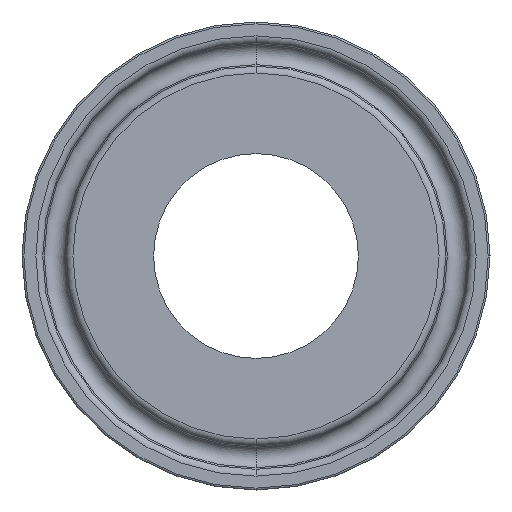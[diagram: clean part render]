
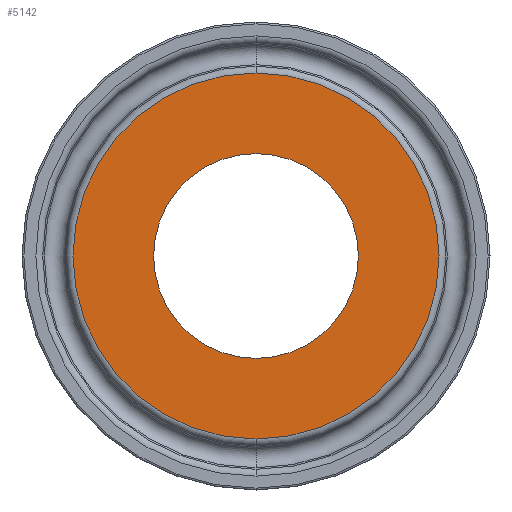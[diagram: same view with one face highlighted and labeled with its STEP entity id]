
A CAD part, front view. The second image highlights one B-rep face of the part: STEP entity #5142.
In plain terms, the highlighted planar face has unit normal (0, -1, 0).
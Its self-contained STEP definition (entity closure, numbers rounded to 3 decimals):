
#368 = DIRECTION ( 'NONE',  ( 0., 0., 1. ) ) ;
#437 = FACE_OUTER_BOUND ( 'NONE', #3673, .T. ) ;
#871 = CIRCLE ( 'NONE', #4393, 11.05 ) ;
#949 = CARTESIAN_POINT ( 'NONE',  ( 11.05, -45.5, 0. ) ) ;
#986 = ORIENTED_EDGE ( 'NONE', *, *, #5320, .F. ) ;
#1141 = CIRCLE ( 'NONE', #2867, 19.747 ) ;
#1163 = AXIS2_PLACEMENT_3D ( 'NONE', #949, #2878, #2428 ) ;
#1205 = EDGE_CURVE ( 'NONE', #5349, #2097, #871, .T. ) ;
#1272 = DIRECTION ( 'NONE',  ( 0., 1., 0. ) ) ;
#1587 = CARTESIAN_POINT ( 'NONE',  ( 0., -45.5, 19.747 ) ) ;
#1822 = EDGE_CURVE ( 'NONE', #2097, #5349, #5237, .T. ) ;
#1884 = VERTEX_POINT ( 'NONE', #3834 ) ;
#1904 = ORIENTED_EDGE ( 'NONE', *, *, #4201, .F. ) ;
#2097 = VERTEX_POINT ( 'NONE', #3754 ) ;
#2199 = ORIENTED_EDGE ( 'NONE', *, *, #1822, .T. ) ;
#2278 = CARTESIAN_POINT ( 'NONE',  ( 0., -45.5, 0. ) ) ;
#2280 = AXIS2_PLACEMENT_3D ( 'NONE', #2278, #4190, #6120 ) ;
#2428 = DIRECTION ( 'NONE',  ( 0., 0., 1. ) ) ;
#2847 = FACE_BOUND ( 'NONE', #4202, .T. ) ;
#2867 = AXIS2_PLACEMENT_3D ( 'NONE', #4077, #5442, #3538 ) ;
#2878 = DIRECTION ( 'NONE',  ( 0., 1., 0. ) ) ;
#2925 = CARTESIAN_POINT ( 'NONE',  ( 0., -45.5, 11.05 ) ) ;
#3538 = DIRECTION ( 'NONE',  ( 0., 0., 1. ) ) ;
#3673 = EDGE_LOOP ( 'NONE', ( #1904, #986 ) ) ;
#3754 = CARTESIAN_POINT ( 'NONE',  ( 0., -45.5, -11.05 ) ) ;
#3775 = DIRECTION ( 'NONE',  ( 0., 1., 0. ) ) ;
#3834 = CARTESIAN_POINT ( 'NONE',  ( 0., -45.5, -19.747 ) ) ;
#4077 = CARTESIAN_POINT ( 'NONE',  ( 0., -45.5, 0. ) ) ;
#4099 = DIRECTION ( 'NONE',  ( 0., 0., 1. ) ) ;
#4190 = DIRECTION ( 'NONE',  ( 0., 1., 0. ) ) ;
#4201 = EDGE_CURVE ( 'NONE', #6144, #1884, #1141, .T. ) ;
#4202 = EDGE_LOOP ( 'NONE', ( #4872, #2199 ) ) ;
#4393 = AXIS2_PLACEMENT_3D ( 'NONE', #5531, #1272, #4099 ) ;
#4646 = CARTESIAN_POINT ( 'NONE',  ( 0., -45.5, 0. ) ) ;
#4783 = PLANE ( 'NONE',  #1163 ) ;
#4872 = ORIENTED_EDGE ( 'NONE', *, *, #1205, .T. ) ;
#5005 = CIRCLE ( 'NONE', #2280, 19.747 ) ;
#5142 = ADVANCED_FACE ( 'NONE', ( #437, #2847 ), #4783, .F. ) ;
#5237 = CIRCLE ( 'NONE', #6033, 11.05 ) ;
#5320 = EDGE_CURVE ( 'NONE', #1884, #6144, #5005, .T. ) ;
#5349 = VERTEX_POINT ( 'NONE', #2925 ) ;
#5442 = DIRECTION ( 'NONE',  ( 0., 1., 0. ) ) ;
#5531 = CARTESIAN_POINT ( 'NONE',  ( 0., -45.5, 0. ) ) ;
#6033 = AXIS2_PLACEMENT_3D ( 'NONE', #4646, #3775, #368 ) ;
#6120 = DIRECTION ( 'NONE',  ( 0., 0., 1. ) ) ;
#6144 = VERTEX_POINT ( 'NONE', #1587 ) ;
